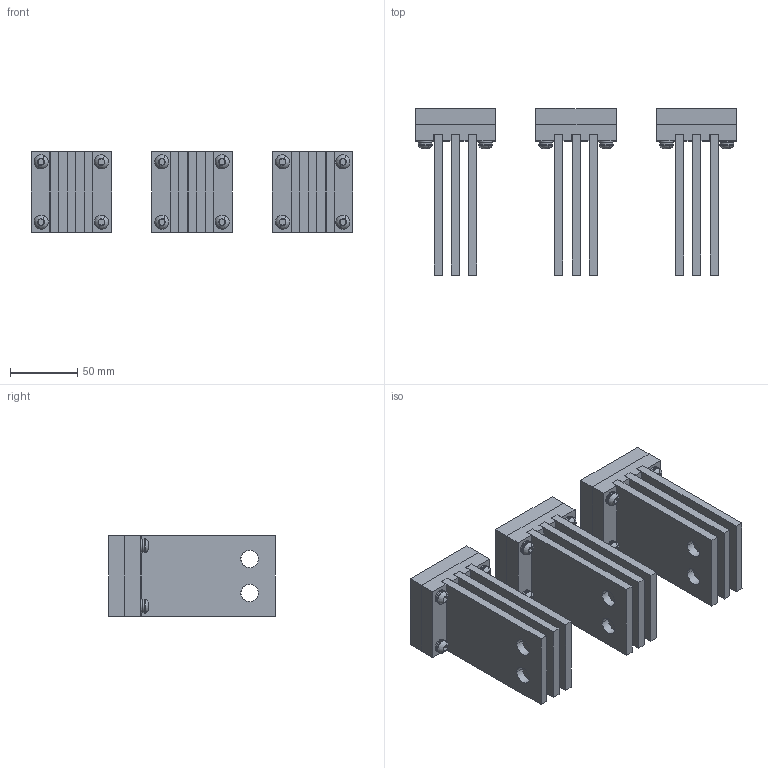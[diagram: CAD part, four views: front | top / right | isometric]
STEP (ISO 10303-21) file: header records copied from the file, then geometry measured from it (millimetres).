
FILE_DESCRIPTION(('CATIA V5 STEP Exchange'),'2;1');
FILE_NAME('1SDH001336R0102_E2.2_III_TERMINALS_VR_UL_UPPER_1600-2000A.stp','2014-09-18T15:41:34+00:00',('none'),('none'),'CATIA Version 5 Release 20 SP 6 (IN-10)','CATIA V5 STEP AP214','none');
FILE_SCHEMA(('AUTOMOTIVE_DESIGN { 1 0 10303 214 1 1 1 1 }'));
Length unit declared in the file: millimetre
Products named in the file (1): E2.2_III_TERMINALS_R_V_UL_UPPER_AllCATPart
Bounding box: 240.01 x 124.05 x 60 mm (x, y, z)
Volume: 564682.2 mm3; surface area: 215456.9 mm2
Topology: 51 solids, 51 shells, 774 faces, 1860 edges, 1224 vertices
Faces by surface type: plane 330, cylinder 300, torus 120, revolution 24
Entity records: 22267 total; most frequent: CARTESIAN_POINT 4633, ORIENTED_EDGE 3720, DIRECTION 2892, EDGE_CURVE 1860, AXIS2_PLACEMENT_3D 1429, VERTEX_POINT 1224, EDGE_LOOP 942, VECTOR 876
